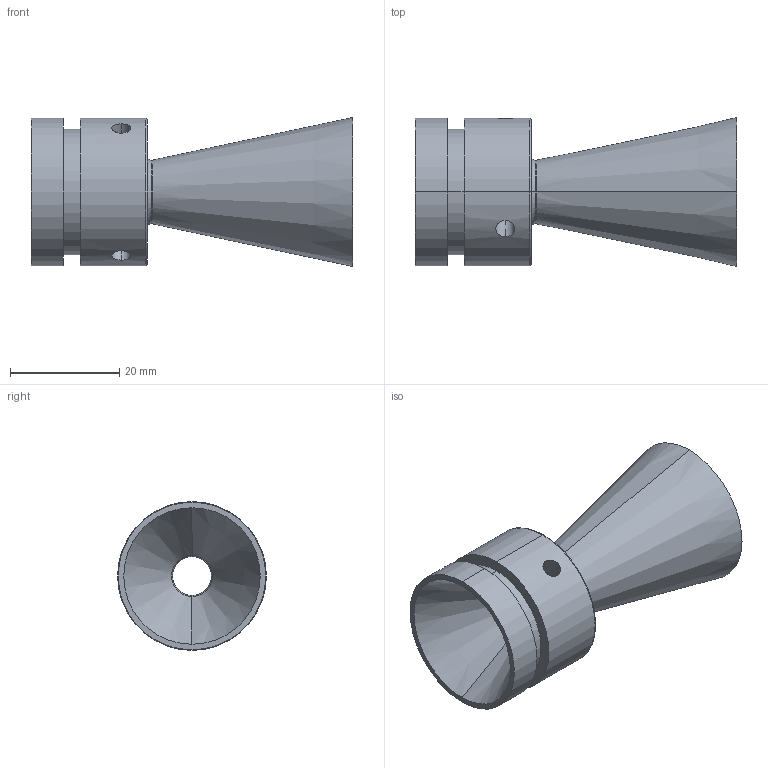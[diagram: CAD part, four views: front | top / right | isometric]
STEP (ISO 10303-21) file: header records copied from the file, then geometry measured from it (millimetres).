
FILE_DESCRIPTION (( 'STEP AP203' ), '1' );
FILE_NAME ('A-100M Nozzle.STEP', '2020-12-31T15:08:58', ( '' ), ( '' ), 'SwSTEP 2.0', 'SolidWorks 2020', '' );
FILE_SCHEMA (( 'CONFIG_CONTROL_DESIGN' ));
Length unit declared in the file: inch
Products named in the file (1): A-100M Nozzle
Bounding box: 58.78 x 27.24 x 27.24 mm (x, y, z)
Volume: 10998.2 mm3; surface area: 8246.5 mm2
Topology: 1 solids, 1 shells, 41 faces, 88 edges, 49 vertices
Faces by surface type: cylinder 14, cone 12, torus 10, plane 5
Entity records: 1303 total; most frequent: CARTESIAN_POINT 335, DIRECTION 210, ORIENTED_EDGE 164, AXIS2_PLACEMENT_3D 92, EDGE_CURVE 82, CIRCLE 50, VERTEX_POINT 49, EDGE_LOOP 49
